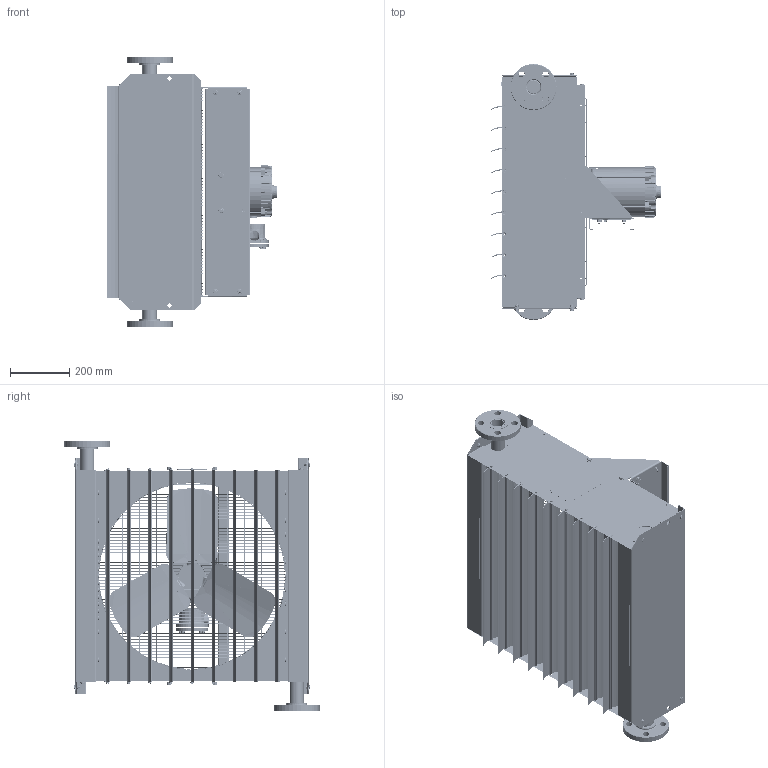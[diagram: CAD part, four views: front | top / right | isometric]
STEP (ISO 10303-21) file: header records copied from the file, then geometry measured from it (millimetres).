
FILE_DESCRIPTION (( 'STEP AP214' ), '1' );
FILE_NAME ('HHP2-24-GA-Class 3000 4 bolt flange.STEP', '2018-02-13T21:22:34', ( 'jose' ), ( 'Microsoft' ), 'SwSTEP 2.0', 'SolidWorks 2018', '' );
FILE_SCHEMA (( 'AUTOMOTIVE_DESIGN' ));
Length unit declared in the file: inch
Products named in the file (1): HHP2-24-GA-Class 3000 4 bolt flange
Bounding box: 572.61 x 862.58 x 914.4 mm (x, y, z)
Surface area: 6329208.1 mm2 (no closed solid volume)
Topology: 0 solids, 571 shells, 3538 faces, 11608 edges, 8140 vertices
Faces by surface type: cylinder 1431, plane 952, torus 597, cone 453, bspline 99, sphere 6
Entity records: 189432 total; most frequent: CARTESIAN_POINT 44185, DIRECTION 21838, ORIENTED_EDGE 17534, EDGE_CURVE 11606, AXIS2_PLACEMENT_3D 8808, VERTEX_POINT 8140, CIRCLE 5368, VECTOR 4222
